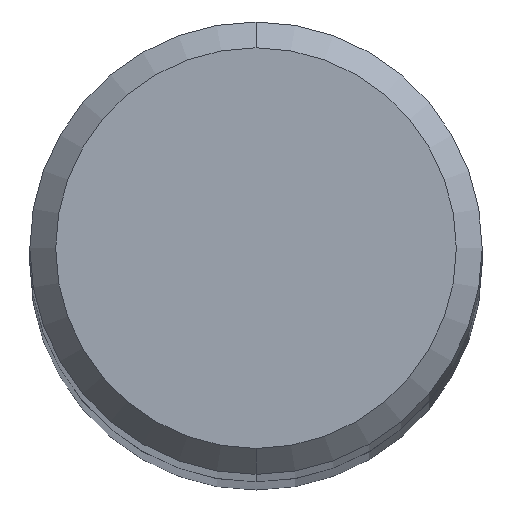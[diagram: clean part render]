
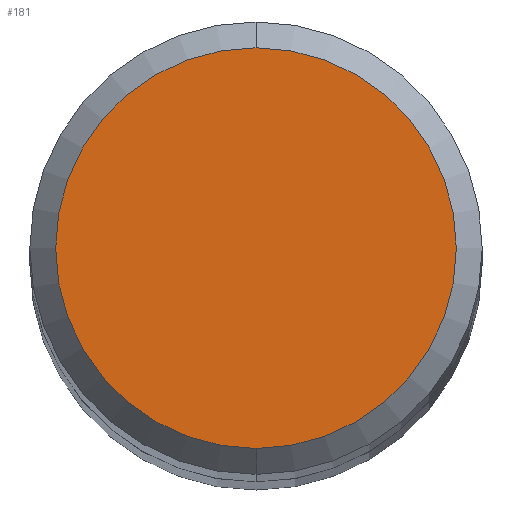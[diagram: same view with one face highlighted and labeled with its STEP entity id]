
A CAD part, top view. The second image highlights one B-rep face of the part: STEP entity #181.
In plain terms, the highlighted planar face has unit normal (0, 0, 1).
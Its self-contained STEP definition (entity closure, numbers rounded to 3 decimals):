
#175=VERTEX_POINT('',#451);
#181=ADVANCED_FACE('',(#458),#459,.T.);
#279=EDGE_CURVE('',#175,#335,#565,.T.);
#335=VERTEX_POINT('',#627);
#385=EDGE_CURVE('',#335,#175,#683,.T.);
#451=CARTESIAN_POINT('',(0.0,3.1,0.0));
#458=FACE_OUTER_BOUND('',#834,.T.);
#459=PLANE('',#835);
#565=CIRCLE('',#1027,3.1);
#627=CARTESIAN_POINT('',(0.,-3.1,0.0));
#683=CIRCLE('',#1241,3.1);
#834=EDGE_LOOP('',(#1333,#1334));
#835=AXIS2_PLACEMENT_3D('',#1335,#1336,#1337);
#1027=AXIS2_PLACEMENT_3D('',#1455,#1456,#1457);
#1241=AXIS2_PLACEMENT_3D('',#1589,#1590,#1591);
#1333=ORIENTED_EDGE('',*,*,#279,.F.);
#1334=ORIENTED_EDGE('',*,*,#385,.F.);
#1335=CARTESIAN_POINT('',(0.0,1.55,0.0));
#1336=DIRECTION('',(-0.0,0.0,1.0));
#1337=DIRECTION('',(0.0,-1.0,0.0));
#1455=CARTESIAN_POINT('',(0.0,0.0,0.0));
#1456=DIRECTION('',(0.0,0.0,-1.0));
#1457=DIRECTION('',(0.0,1.0,0.0));
#1589=CARTESIAN_POINT('',(0.0,0.0,0.0));
#1590=DIRECTION('',(0.0,0.0,-1.0));
#1591=DIRECTION('',(0.0,1.0,0.0));
